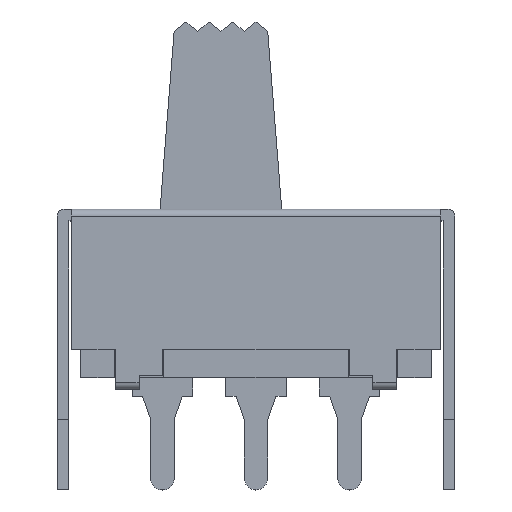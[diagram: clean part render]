
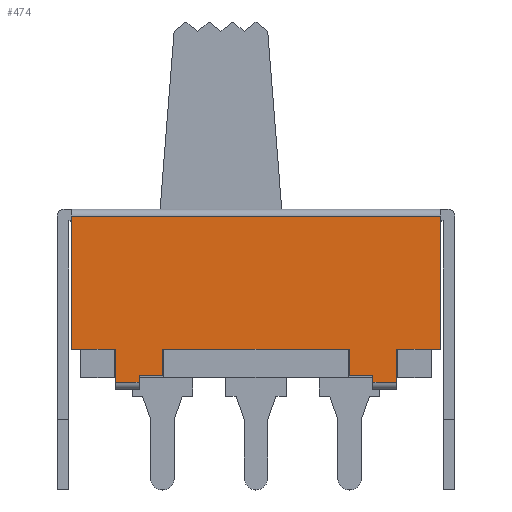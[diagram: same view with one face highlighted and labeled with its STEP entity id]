
A CAD part, top view. The second image highlights one B-rep face of the part: STEP entity #474.
In plain terms, the highlighted planar face has unit normal (0, 0, 1).
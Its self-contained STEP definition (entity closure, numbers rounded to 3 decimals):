
#474 = ADVANCED_FACE( '', ( #1014 ), #1015, .F. );
#1014 = FACE_OUTER_BOUND( '', #1619, .T. );
#1015 = PLANE( '', #1620 );
#1619 = EDGE_LOOP( '', ( #2936, #2937, #2938, #2939, #2940, #2941, #2942, #2943, #2944, #2945, #2946, #2947, #2948, #2949, #2950, #2951, #2952, #2953, #2954, #2955, #2956, #2957 ) );
#1620 = AXIS2_PLACEMENT_3D( '', #2958, #2959, #2960 );
#2936 = ORIENTED_EDGE( '', *, *, #4286, .T. );
#2937 = ORIENTED_EDGE( '', *, *, #3909, .F. );
#2938 = ORIENTED_EDGE( '', *, *, #4287, .T. );
#2939 = ORIENTED_EDGE( '', *, *, #4254, .F. );
#2940 = ORIENTED_EDGE( '', *, *, #3879, .T. );
#2941 = ORIENTED_EDGE( '', *, *, #4288, .T. );
#2942 = ORIENTED_EDGE( '', *, *, #4289, .F. );
#2943 = ORIENTED_EDGE( '', *, *, #4290, .T. );
#2944 = ORIENTED_EDGE( '', *, *, #3875, .T. );
#2945 = ORIENTED_EDGE( '', *, *, #4173, .F. );
#2946 = ORIENTED_EDGE( '', *, *, #3892, .F. );
#2947 = ORIENTED_EDGE( '', *, *, #4291, .F. );
#2948 = ORIENTED_EDGE( '', *, *, #4292, .T. );
#2949 = ORIENTED_EDGE( '', *, *, #4293, .T. );
#2950 = ORIENTED_EDGE( '', *, *, #3774, .F. );
#2951 = ORIENTED_EDGE( '', *, *, #4256, .T. );
#2952 = ORIENTED_EDGE( '', *, *, #4294, .F. );
#2953 = ORIENTED_EDGE( '', *, *, #4295, .T. );
#2954 = ORIENTED_EDGE( '', *, *, #4042, .T. );
#2955 = ORIENTED_EDGE( '', *, *, #4296, .T. );
#2956 = ORIENTED_EDGE( '', *, *, #4169, .F. );
#2957 = ORIENTED_EDGE( '', *, *, #3884, .T. );
#2958 = CARTESIAN_POINT( '', ( 7.9, -0.3, 3.7 ) );
#2959 = DIRECTION( '', ( 0., 0., -1. ) );
#2960 = DIRECTION( '', ( -1., 0., 0. ) );
#3774 = EDGE_CURVE( '', #4537, #4540, #4541, .T. );
#3875 = EDGE_CURVE( '', #4710, #4715, #4717, .T. );
#3879 = EDGE_CURVE( '', #4719, #4721, #4723, .T. );
#3884 = EDGE_CURVE( '', #4726, #4730, #4732, .T. );
#3892 = EDGE_CURVE( '', #4742, #4744, #4745, .T. );
#3909 = EDGE_CURVE( '', #4773, #4775, #4776, .T. );
#4042 = EDGE_CURVE( '', #5004, #5002, #5005, .T. );
#4169 = EDGE_CURVE( '', #4726, #5193, #5194, .T. );
#4173 = EDGE_CURVE( '', #4744, #4715, #5199, .T. );
#4254 = EDGE_CURVE( '', #4719, #5306, #5308, .T. );
#4256 = EDGE_CURVE( '', #4537, #5310, #5311, .T. );
#4286 = EDGE_CURVE( '', #4730, #4775, #5349, .T. );
#4287 = EDGE_CURVE( '', #4773, #5306, #5350, .T. );
#4288 = EDGE_CURVE( '', #4721, #5351, #5352, .T. );
#4289 = EDGE_CURVE( '', #5268, #5351, #5353, .T. );
#4290 = EDGE_CURVE( '', #5268, #4710, #5354, .T. );
#4291 = EDGE_CURVE( '', #5355, #4742, #5356, .T. );
#4292 = EDGE_CURVE( '', #5355, #5357, #5358, .T. );
#4293 = EDGE_CURVE( '', #5357, #4540, #5359, .T. );
#4294 = EDGE_CURVE( '', #5360, #5310, #5361, .T. );
#4295 = EDGE_CURVE( '', #5360, #5004, #5362, .T. );
#4296 = EDGE_CURVE( '', #5002, #5193, #5363, .T. );
#4537 = VERTEX_POINT( '', #5655 );
#4540 = VERTEX_POINT( '', #5659 );
#4541 = LINE( '', #5660, #5661 );
#4710 = VERTEX_POINT( '', #5900 );
#4715 = VERTEX_POINT( '', #5907 );
#4717 = LINE( '', #5910, #5911 );
#4719 = VERTEX_POINT( '', #5913 );
#4721 = VERTEX_POINT( '', #5916 );
#4723 = LINE( '', #5919, #5920 );
#4726 = VERTEX_POINT( '', #5923 );
#4730 = VERTEX_POINT( '', #5929 );
#4732 = LINE( '', #5932, #5933 );
#4742 = VERTEX_POINT( '', #5947 );
#4744 = VERTEX_POINT( '', #5949 );
#4745 = LINE( '', #5950, #5951 );
#4773 = VERTEX_POINT( '', #5991 );
#4775 = VERTEX_POINT( '', #5993 );
#4776 = LINE( '', #5994, #5995 );
#5002 = VERTEX_POINT( '', #6335 );
#5004 = VERTEX_POINT( '', #6338 );
#5005 = LINE( '', #6339, #6340 );
#5193 = VERTEX_POINT( '', #6620 );
#5194 = LINE( '', #6621, #6622 );
#5199 = LINE( '', #6629, #6630 );
#5268 = VERTEX_POINT( '', #6731 );
#5306 = VERTEX_POINT( '', #6788 );
#5308 = LINE( '', #6791, #6792 );
#5310 = VERTEX_POINT( '', #6794 );
#5311 = LINE( '', #6795, #6796 );
#5349 = LINE( '', #6853, #6854 );
#5350 = LINE( '', #6855, #6856 );
#5351 = VERTEX_POINT( '', #6857 );
#5352 = LINE( '', #6858, #6859 );
#5353 = LINE( '', #6860, #6861 );
#5354 = LINE( '', #6862, #6863 );
#5355 = VERTEX_POINT( '', #6864 );
#5356 = LINE( '', #6865, #6866 );
#5357 = VERTEX_POINT( '', #6867 );
#5358 = LINE( '', #6868, #6869 );
#5359 = LINE( '', #6870, #6871 );
#5360 = VERTEX_POINT( '', #6872 );
#5361 = LINE( '', #6873, #6874 );
#5362 = LINE( '', #6875, #6876 );
#5363 = LINE( '', #6877, #6878 );
#5655 = CARTESIAN_POINT( '', ( 7.5, -6., 3.7 ) );
#5659 = CARTESIAN_POINT( '', ( 6.05, -6., 3.7 ) );
#5660 = CARTESIAN_POINT( '', ( 7.9, -6., 3.7 ) );
#5661 = VECTOR( '', #7181, 1000. );
#5900 = CARTESIAN_POINT( '', ( 4., -6., 3.7 ) );
#5907 = CARTESIAN_POINT( '', ( 4., -7.1, 3.7 ) );
#5910 = CARTESIAN_POINT( '', ( 4., -0.3, 3.7 ) );
#5911 = VECTOR( '', #7276, 1000. );
#5913 = CARTESIAN_POINT( '', ( -4., -7.1, 3.7 ) );
#5916 = CARTESIAN_POINT( '', ( -4., -6., 3.7 ) );
#5919 = CARTESIAN_POINT( '', ( -4., -0.3, 3.7 ) );
#5920 = VECTOR( '', #7279, 1000. );
#5923 = CARTESIAN_POINT( '', ( -6.05, -6., 3.7 ) );
#5929 = CARTESIAN_POINT( '', ( -6., -6., 3.7 ) );
#5932 = CARTESIAN_POINT( '', ( 7.9, -6., 3.7 ) );
#5933 = VECTOR( '', #7283, 1000. );
#5947 = CARTESIAN_POINT( '', ( 5., -7.4, 3.7 ) );
#5949 = CARTESIAN_POINT( '', ( 5., -7.1, 3.7 ) );
#5950 = CARTESIAN_POINT( '', ( 5., -7.7, 3.7 ) );
#5951 = VECTOR( '', #7291, 1000. );
#5991 = CARTESIAN_POINT( '', ( -5., -7.4, 3.7 ) );
#5993 = CARTESIAN_POINT( '', ( -6., -7.4, 3.7 ) );
#5994 = CARTESIAN_POINT( '', ( 7., -7.4, 3.7 ) );
#5995 = VECTOR( '', #7307, 1000. );
#6335 = CARTESIAN_POINT( '', ( -7.9, -6., 3.7 ) );
#6338 = CARTESIAN_POINT( '', ( -7.9, -0.3, 3.7 ) );
#6339 = CARTESIAN_POINT( '', ( -7.9, -0.3, 3.7 ) );
#6340 = VECTOR( '', #7435, 1000. );
#6620 = CARTESIAN_POINT( '', ( -7.5, -6., 3.7 ) );
#6621 = CARTESIAN_POINT( '', ( 7.9, -6., 3.7 ) );
#6622 = VECTOR( '', #7543, 1000. );
#6629 = CARTESIAN_POINT( '', ( 7.9, -7.1, 3.7 ) );
#6630 = VECTOR( '', #7546, 1000. );
#6731 = CARTESIAN_POINT( '', ( 3.95, -6., 3.7 ) );
#6788 = CARTESIAN_POINT( '', ( -5., -7.1, 3.7 ) );
#6791 = CARTESIAN_POINT( '', ( 7.9, -7.1, 3.7 ) );
#6792 = VECTOR( '', #7617, 1000. );
#6794 = CARTESIAN_POINT( '', ( 7.9, -6., 3.7 ) );
#6795 = CARTESIAN_POINT( '', ( 7.9, -6., 3.7 ) );
#6796 = VECTOR( '', #7618, 1000. );
#6853 = CARTESIAN_POINT( '', ( -6., -0.3, 3.7 ) );
#6854 = VECTOR( '', #7638, 1000. );
#6855 = CARTESIAN_POINT( '', ( -5., -7.7, 3.7 ) );
#6856 = VECTOR( '', #7639, 1000. );
#6857 = CARTESIAN_POINT( '', ( -3.95, -6., 3.7 ) );
#6858 = CARTESIAN_POINT( '', ( 7.9, -6., 3.7 ) );
#6859 = VECTOR( '', #7640, 1000. );
#6860 = CARTESIAN_POINT( '', ( 7.9, -6., 3.7 ) );
#6861 = VECTOR( '', #7641, 1000. );
#6862 = CARTESIAN_POINT( '', ( 7.9, -6., 3.7 ) );
#6863 = VECTOR( '', #7642, 1000. );
#6864 = CARTESIAN_POINT( '', ( 6., -7.4, 3.7 ) );
#6865 = CARTESIAN_POINT( '', ( 7., -7.4, 3.7 ) );
#6866 = VECTOR( '', #7643, 1000. );
#6867 = CARTESIAN_POINT( '', ( 6., -6., 3.7 ) );
#6868 = CARTESIAN_POINT( '', ( 6., -0.3, 3.7 ) );
#6869 = VECTOR( '', #7644, 1000. );
#6870 = CARTESIAN_POINT( '', ( 7.9, -6., 3.7 ) );
#6871 = VECTOR( '', #7645, 1000. );
#6872 = CARTESIAN_POINT( '', ( 7.9, -0.3, 3.7 ) );
#6873 = CARTESIAN_POINT( '', ( 7.9, -0.3, 3.7 ) );
#6874 = VECTOR( '', #7646, 1000. );
#6875 = CARTESIAN_POINT( '', ( 7.9, -0.3, 3.7 ) );
#6876 = VECTOR( '', #7647, 1000. );
#6877 = CARTESIAN_POINT( '', ( 7.9, -6., 3.7 ) );
#6878 = VECTOR( '', #7648, 1000. );
#7181 = DIRECTION( '', ( -1., 0., 0. ) );
#7276 = DIRECTION( '', ( 0., -1., 0. ) );
#7279 = DIRECTION( '', ( 0., 1., 0. ) );
#7283 = DIRECTION( '', ( 1., 0., 0. ) );
#7291 = DIRECTION( '', ( 0., 1., 0. ) );
#7307 = DIRECTION( '', ( -1., 0., 0. ) );
#7435 = DIRECTION( '', ( 0., -1., 0. ) );
#7543 = DIRECTION( '', ( -1., 0., 0. ) );
#7546 = DIRECTION( '', ( -1., 0., 0. ) );
#7617 = DIRECTION( '', ( -1., 0., 0. ) );
#7618 = DIRECTION( '', ( 1., 0., 0. ) );
#7638 = DIRECTION( '', ( 0., -1., 0. ) );
#7639 = DIRECTION( '', ( 0., 1., 0. ) );
#7640 = DIRECTION( '', ( 1., 0., 0. ) );
#7641 = DIRECTION( '', ( -1., 0., 0. ) );
#7642 = DIRECTION( '', ( 1., 0., 0. ) );
#7643 = DIRECTION( '', ( -1., 0., 0. ) );
#7644 = DIRECTION( '', ( 0., 1., 0. ) );
#7645 = DIRECTION( '', ( 1., 0., 0. ) );
#7646 = DIRECTION( '', ( 0., -1., 0. ) );
#7647 = DIRECTION( '', ( -1., 0., 0. ) );
#7648 = DIRECTION( '', ( 1., 0., 0. ) );
